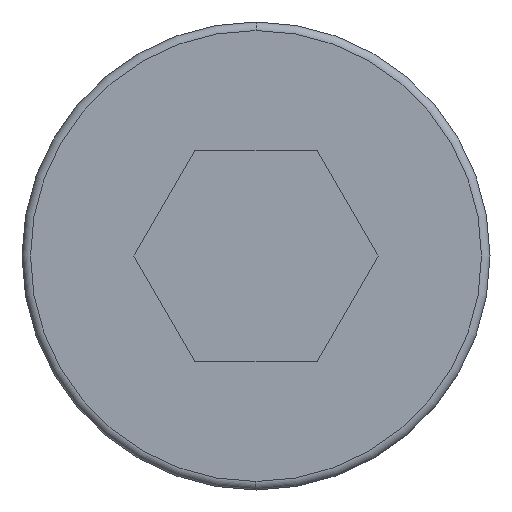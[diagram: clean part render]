
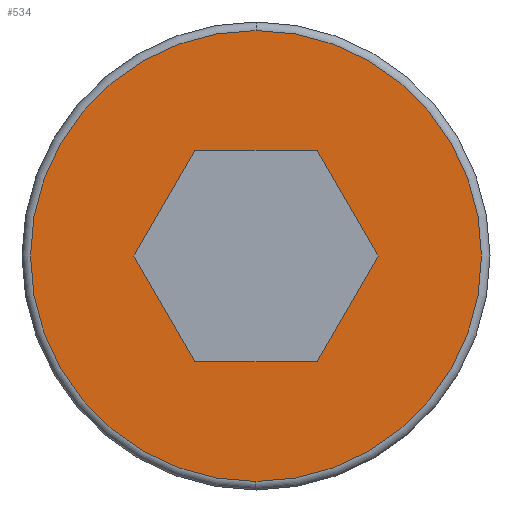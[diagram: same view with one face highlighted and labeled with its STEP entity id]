
A CAD part, left-side view. The second image highlights one B-rep face of the part: STEP entity #534.
In plain terms, the highlighted planar face has unit normal (-1, 0, 0).
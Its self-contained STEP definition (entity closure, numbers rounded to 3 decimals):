
#2 = VECTOR ( 'NONE', #103, 1000. ) ;
#6 = VECTOR ( 'NONE', #252, 1000. ) ;
#9 = VERTEX_POINT ( 'NONE', #380 ) ;
#15 = VECTOR ( 'NONE', #585, 1000. ) ;
#20 = DIRECTION ( 'NONE',  ( 0., 0.5, -0.866 ) ) ;
#27 = LINE ( 'NONE', #32, #128 ) ;
#29 = CARTESIAN_POINT ( 'NONE',  ( 0., 1.435, 0. ) ) ;
#32 = CARTESIAN_POINT ( 'NONE',  ( 0., 0.718, 1.243 ) ) ;
#36 = CARTESIAN_POINT ( 'NONE',  ( 0., -0.718, -1.243 ) ) ;
#51 = DIRECTION ( 'NONE',  ( -1., 0., 0. ) ) ;
#52 = EDGE_CURVE ( 'NONE', #343, #59, #203, .T. ) ;
#59 = VERTEX_POINT ( 'NONE', #142 ) ;
#64 = CARTESIAN_POINT ( 'NONE',  ( 0., 0., 0. ) ) ;
#73 = CARTESIAN_POINT ( 'NONE',  ( 0., 0., 0. ) ) ;
#78 = VECTOR ( 'NONE', #304, 1000. ) ;
#86 = DIRECTION ( 'NONE',  ( 0., -0.5, 0.866 ) ) ;
#103 = DIRECTION ( 'NONE',  ( 0., -1., 0. ) ) ;
#106 = EDGE_CURVE ( 'NONE', #313, #148, #446, .T. ) ;
#109 = CARTESIAN_POINT ( 'NONE',  ( 0., -1.435, 0. ) ) ;
#113 = ORIENTED_EDGE ( 'NONE', *, *, #464, .F. ) ;
#128 = VECTOR ( 'NONE', #20, 1000. ) ;
#130 = ORIENTED_EDGE ( 'NONE', *, *, #224, .F. ) ;
#142 = CARTESIAN_POINT ( 'NONE',  ( 0., 0., 2.65 ) ) ;
#147 = VECTOR ( 'NONE', #86, 1000. ) ;
#148 = VERTEX_POINT ( 'NONE', #440 ) ;
#153 = CARTESIAN_POINT ( 'NONE',  ( 0., -0.718, 1.243 ) ) ;
#188 = ORIENTED_EDGE ( 'NONE', *, *, #375, .F. ) ;
#203 = CIRCLE ( 'NONE', #523, 2.65 ) ;
#211 = CARTESIAN_POINT ( 'NONE',  ( 0., 0.718, -1.243 ) ) ;
#224 = EDGE_CURVE ( 'NONE', #513, #379, #332, .T. ) ;
#228 = FACE_BOUND ( 'NONE', #260, .T. ) ;
#252 = DIRECTION ( 'NONE',  ( 0., 1., 0. ) ) ;
#260 = EDGE_LOOP ( 'NONE', ( #560, #334, #130, #188, #113, #276 ) ) ;
#264 = PLANE ( 'NONE',  #471 ) ;
#274 = CIRCLE ( 'NONE', #460, 2.65 ) ;
#276 = ORIENTED_EDGE ( 'NONE', *, *, #503, .F. ) ;
#282 = ORIENTED_EDGE ( 'NONE', *, *, #52, .T. ) ;
#304 = DIRECTION ( 'NONE',  ( 0., -0.5, -0.866 ) ) ;
#305 = VERTEX_POINT ( 'NONE', #29 ) ;
#311 = LINE ( 'NONE', #153, #6 ) ;
#313 = VERTEX_POINT ( 'NONE', #554 ) ;
#322 = EDGE_LOOP ( 'NONE', ( #483, #282 ) ) ;
#332 = LINE ( 'NONE', #387, #2 ) ;
#334 = ORIENTED_EDGE ( 'NONE', *, *, #368, .F. ) ;
#343 = VERTEX_POINT ( 'NONE', #499 ) ;
#353 = DIRECTION ( 'NONE',  ( -1., 0., 0. ) ) ;
#361 = LINE ( 'NONE', #36, #147 ) ;
#362 = DIRECTION ( 'NONE',  ( 0., 0., 1. ) ) ;
#368 = EDGE_CURVE ( 'NONE', #379, #313, #361, .T. ) ;
#375 = EDGE_CURVE ( 'NONE', #305, #513, #584, .T. ) ;
#376 = DIRECTION ( 'NONE',  ( 0., 0., 1. ) ) ;
#379 = VERTEX_POINT ( 'NONE', #512 ) ;
#380 = CARTESIAN_POINT ( 'NONE',  ( 0., 0.718, 1.243 ) ) ;
#383 = FACE_OUTER_BOUND ( 'NONE', #322, .T. ) ;
#387 = CARTESIAN_POINT ( 'NONE',  ( 0., 0.718, -1.243 ) ) ;
#388 = EDGE_CURVE ( 'NONE', #59, #343, #274, .T. ) ;
#402 = DIRECTION ( 'NONE',  ( 0., 0., 1. ) ) ;
#440 = CARTESIAN_POINT ( 'NONE',  ( 0., -0.718, 1.243 ) ) ;
#446 = LINE ( 'NONE', #109, #15 ) ;
#460 = AXIS2_PLACEMENT_3D ( 'NONE', #64, #553, #402 ) ;
#464 = EDGE_CURVE ( 'NONE', #9, #305, #27, .T. ) ;
#471 = AXIS2_PLACEMENT_3D ( 'NONE', #73, #353, #362 ) ;
#479 = CARTESIAN_POINT ( 'NONE',  ( 0., 0., 0. ) ) ;
#483 = ORIENTED_EDGE ( 'NONE', *, *, #388, .T. ) ;
#499 = CARTESIAN_POINT ( 'NONE',  ( 0., 0., -2.65 ) ) ;
#503 = EDGE_CURVE ( 'NONE', #148, #9, #311, .T. ) ;
#512 = CARTESIAN_POINT ( 'NONE',  ( 0., -0.718, -1.243 ) ) ;
#513 = VERTEX_POINT ( 'NONE', #211 ) ;
#523 = AXIS2_PLACEMENT_3D ( 'NONE', #479, #51, #376 ) ;
#534 = ADVANCED_FACE ( 'NONE', ( #383, #228 ), #264, .T. ) ;
#553 = DIRECTION ( 'NONE',  ( -1., 0., 0. ) ) ;
#554 = CARTESIAN_POINT ( 'NONE',  ( 0., -1.435, 0. ) ) ;
#560 = ORIENTED_EDGE ( 'NONE', *, *, #106, .F. ) ;
#584 = LINE ( 'NONE', #607, #78 ) ;
#585 = DIRECTION ( 'NONE',  ( 0., 0.5, 0.866 ) ) ;
#607 = CARTESIAN_POINT ( 'NONE',  ( 0., 1.435, 0. ) ) ;
